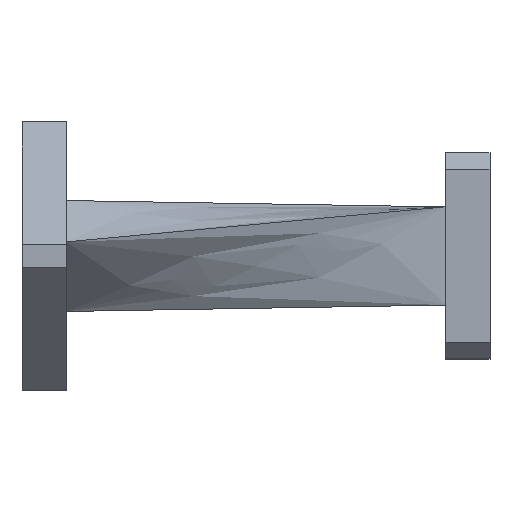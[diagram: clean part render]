
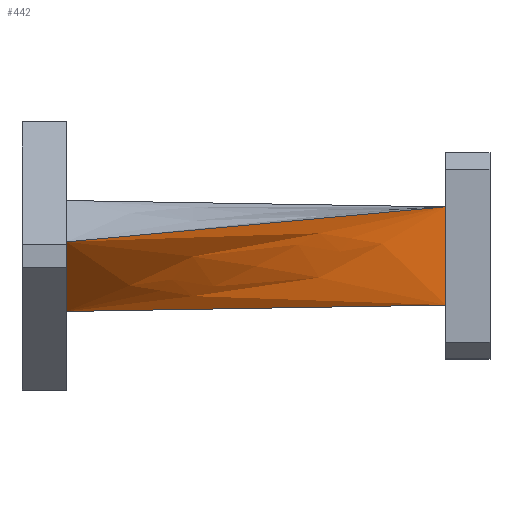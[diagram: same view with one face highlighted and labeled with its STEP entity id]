
A CAD part, top view. The second image highlights one B-rep face of the part: STEP entity #442.
In plain terms, the highlighted free-form (B-spline) face has degree [3, 1] with [6, 2] control points.
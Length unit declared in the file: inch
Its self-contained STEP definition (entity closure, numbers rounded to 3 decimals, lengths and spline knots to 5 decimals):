
#8 = VERTEX_POINT ( 'NONE', #1214 ) ;
#13 = LINE ( 'NONE', #26, #125 ) ;
#26 = CARTESIAN_POINT ( 'NONE',  ( -0.81, -0.22344, 0.03245 ) ) ;
#104 = VECTOR ( 'NONE', #527, 39.37008 ) ;
#125 = VECTOR ( 'NONE', #1206, 39.37008 ) ;
#141 = CARTESIAN_POINT ( 'NONE',  ( -1.62, -0.23688, -0.0601 ) ) ;
#146 = CARTESIAN_POINT ( 'NONE',  ( -1.62, -0.13789, 0.03889 ) ) ;
#185 = CARTESIAN_POINT ( 'NONE',  ( 0., -0.21, 0.125 ) ) ;
#243 = ORIENTED_EDGE ( 'NONE', *, *, #1524, .F. ) ;
#265 = CARTESIAN_POINT ( 'NONE',  ( 0., 0.21, 0.125 ) ) ;
#305 = VECTOR ( 'NONE', #337, 39.37008 ) ;
#337 = DIRECTION ( 'NONE',  ( 0., 1., 0. ) ) ;
#391 = VERTEX_POINT ( 'NONE', #784 ) ;
#395 = CARTESIAN_POINT ( 'NONE',  ( -1.62, -0.23688, -0.0601 ) ) ;
#405 = EDGE_CURVE ( 'NONE', #475, #1353, #994, .T. ) ;
#418 = CARTESIAN_POINT ( 'NONE',  ( -0.81, 0.13505, 0.18094 ) ) ;
#442 = ADVANCED_FACE ( 'NONE', ( #732 ), #1542, .T. ) ;
#475 = VERTEX_POINT ( 'NONE', #1572 ) ;
#505 = LINE ( 'NONE', #418, #104 ) ;
#527 = DIRECTION ( 'NONE',  ( -0.993, -0.092, 0.069 ) ) ;
#637 = VECTOR ( 'NONE', #659, 39.37008 ) ;
#646 = CARTESIAN_POINT ( 'NONE',  ( 0., -0.21, 0.125 ) ) ;
#650 = CARTESIAN_POINT ( 'NONE',  ( 0., 0.07, 0.125 ) ) ;
#659 = DIRECTION ( 'NONE',  ( 0., -0.707, -0.707 ) ) ;
#732 = FACE_OUTER_BOUND ( 'NONE', #951, .T. ) ;
#784 = CARTESIAN_POINT ( 'NONE',  ( 0., 0.21, 0.125 ) ) ;
#788 = CARTESIAN_POINT ( 'NONE',  ( 0., -0.07, 0.125 ) ) ;
#909 = CARTESIAN_POINT ( 'NONE',  ( -1.62, 0.01061, 0.18738 ) ) ;
#951 = EDGE_LOOP ( 'NONE', ( #1056, #1454, #1613, #243 ) ) ;
#989 = LINE ( 'NONE', #185, #305 ) ;
#994 = LINE ( 'NONE', #1041, #637 ) ;
#1041 = CARTESIAN_POINT ( 'NONE',  ( -1.62, -0.23688, -0.0601 ) ) ;
#1056 = ORIENTED_EDGE ( 'NONE', *, *, #1652, .T. ) ;
#1170 = CARTESIAN_POINT ( 'NONE',  ( 0., 0.14, 0.125 ) ) ;
#1206 = DIRECTION ( 'NONE',  ( -0.993, -0.016, -0.114 ) ) ;
#1214 = CARTESIAN_POINT ( 'NONE',  ( 0., -0.21, 0.125 ) ) ;
#1291 = CARTESIAN_POINT ( 'NONE',  ( -1.62, -0.18738, -0.01061 ) ) ;
#1353 = VERTEX_POINT ( 'NONE', #141 ) ;
#1433 = EDGE_CURVE ( 'NONE', #391, #475, #505, .T. ) ;
#1434 = CARTESIAN_POINT ( 'NONE',  ( 0., -0.14, 0.125 ) ) ;
#1454 = ORIENTED_EDGE ( 'NONE', *, *, #1433, .T. ) ;
#1524 = EDGE_CURVE ( 'NONE', #8, #1353, #13, .T. ) ;
#1542 = B_SPLINE_SURFACE_WITH_KNOTS ( 'NONE', 3, 1, ( 
 ( #646, #395 ),
 ( #1434, #1291 ),
 ( #788, #146 ),
 ( #650, #1558 ),
 ( #1170, #909 ),
 ( #265, #1695 ) ),
 .UNSPECIFIED., .F., .F., .F.,
 ( 4, 2, 4 ),
 ( 2, 2 ),
 ( 0., 0.5, 1. ),
 ( 0., 1. ),
 .UNSPECIFIED. ) ;
#1558 = CARTESIAN_POINT ( 'NONE',  ( -1.62, -0.03889, 0.13789 ) ) ;
#1572 = CARTESIAN_POINT ( 'NONE',  ( -1.62, 0.0601, 0.23688 ) ) ;
#1613 = ORIENTED_EDGE ( 'NONE', *, *, #405, .T. ) ;
#1652 = EDGE_CURVE ( 'NONE', #8, #391, #989, .T. ) ;
#1695 = CARTESIAN_POINT ( 'NONE',  ( -1.62, 0.0601, 0.23688 ) ) ;
